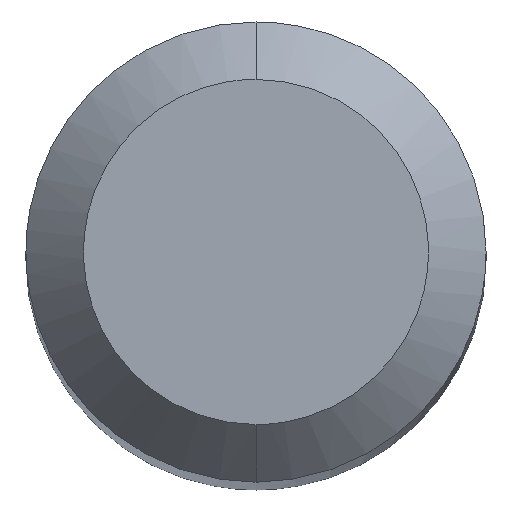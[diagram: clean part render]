
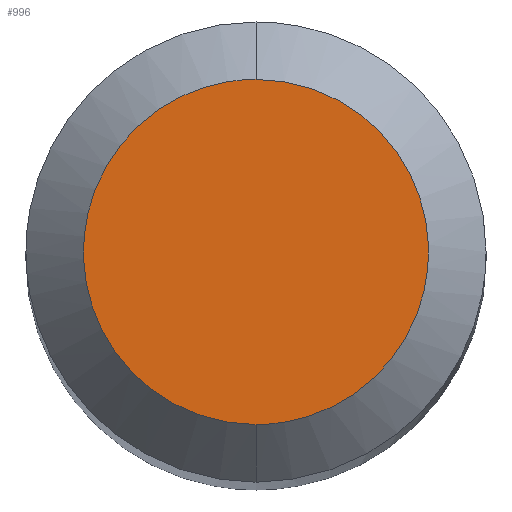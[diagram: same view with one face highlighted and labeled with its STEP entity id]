
A CAD part, top view. The second image highlights one B-rep face of the part: STEP entity #996.
In plain terms, the highlighted planar face has unit normal (0, 0, 1).
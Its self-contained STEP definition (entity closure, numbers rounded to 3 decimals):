
#494 = ( BOUNDED_SURFACE() B_SPLINE_SURFACE(2,1,(
    (#495,#496)
    ,(#497,#498)
    ,(#499,#500)
    ,(#501,#502)
,(#503,#504
    )),.UNSPECIFIED.,.F.,.F.,.F.) B_SPLINE_SURFACE_WITH_KNOTS((3,2,3),(2
    ,2),(0.,1.571,3.142),(0.,3.281),
.UNSPECIFIED.) GEOMETRIC_REPRESENTATION_ITEM() RATIONAL_B_SPLINE_SURFACE
((
    (1.,1.)
    ,(0.707,0.707)
    ,(1.,1.)
    ,(0.707,0.707)
,(1.,1.))) REPRESENTATION_ITEM('') SURFACE() );
#495 = CARTESIAN_POINT('',(54.,-8.5,160.5));
#496 = CARTESIAN_POINT('',(54.,-6.18,158.18));
#497 = CARTESIAN_POINT('',(54.,-8.5,160.5));
#498 = CARTESIAN_POINT('',(56.32,-6.18,158.18));
#499 = CARTESIAN_POINT('',(54.,-8.5,160.5));
#500 = CARTESIAN_POINT('',(56.32,-8.5,158.18));
#501 = CARTESIAN_POINT('',(54.,-8.5,160.5));
#502 = CARTESIAN_POINT('',(56.32,-10.82,158.18));
#503 = CARTESIAN_POINT('',(54.,-8.5,160.5));
#504 = CARTESIAN_POINT('',(54.,-10.82,158.18));
#572 = ( BOUNDED_SURFACE() B_SPLINE_SURFACE(2,1,(
    (#573,#574)
    ,(#575,#576)
    ,(#577,#578)
    ,(#579,#580)
,(#581,#582
    )),.UNSPECIFIED.,.F.,.F.,.F.) B_SPLINE_SURFACE_WITH_KNOTS((3,2,3),(2
    ,2),(3.142,4.712,6.283),(0.,3.281)
,.PIECEWISE_BEZIER_KNOTS.) GEOMETRIC_REPRESENTATION_ITEM() 
RATIONAL_B_SPLINE_SURFACE((
    (1.,1.)
    ,(0.707,0.707)
    ,(1.,1.)
    ,(0.707,0.707)
,(1.,1.))) REPRESENTATION_ITEM('') SURFACE() );
#573 = CARTESIAN_POINT('',(54.,-8.5,160.5));
#574 = CARTESIAN_POINT('',(54.,-10.82,158.18));
#575 = CARTESIAN_POINT('',(54.,-8.5,160.5));
#576 = CARTESIAN_POINT('',(51.68,-10.82,158.18));
#577 = CARTESIAN_POINT('',(54.,-8.5,160.5));
#578 = CARTESIAN_POINT('',(51.68,-8.5,
    158.18));
#579 = CARTESIAN_POINT('',(54.,-8.5,160.5));
#580 = CARTESIAN_POINT('',(51.68,-6.18,
    158.18));
#581 = CARTESIAN_POINT('',(54.,-8.5,160.5));
#582 = CARTESIAN_POINT('',(54.,-6.18,158.18));
#746 = VERTEX_POINT('',#747);
#747 = CARTESIAN_POINT('',(54.,-10.,159.));
#880 = VERTEX_POINT('',#881);
#881 = CARTESIAN_POINT('',(54.,-7.,159.));
#945 = EDGE_CURVE('',#880,#746,#946,.T.);
#946 = SURFACE_CURVE('',#947,(#953,#982),.PCURVE_S1.);
#947 = ( BOUNDED_CURVE() B_SPLINE_CURVE(2,(#948,#949,#950,#951,#952),
.UNSPECIFIED.,.F.,.F.) B_SPLINE_CURVE_WITH_KNOTS((3,2,3),(4.712
,7.069,9.425),.UNSPECIFIED.) CURVE() 
GEOMETRIC_REPRESENTATION_ITEM() RATIONAL_B_SPLINE_CURVE((1.,
0.707,1.,0.707,1.)) REPRESENTATION_ITEM('') );
#948 = CARTESIAN_POINT('',(54.,-7.,159.));
#949 = CARTESIAN_POINT('',(55.5,-7.,159.));
#950 = CARTESIAN_POINT('',(55.5,-8.5,159.));
#951 = CARTESIAN_POINT('',(55.5,-10.,159.));
#952 = CARTESIAN_POINT('',(54.,-10.,159.));
#953 = PCURVE('',#494,#954);
#954 = DEFINITIONAL_REPRESENTATION('',(#955),#981);
#955 = B_SPLINE_CURVE_WITH_KNOTS('',3,(#956,#957,#958,#959,#960,#961,
    #962,#963,#964,#965,#966,#967,#968,#969,#970,#971,#972,#973,#974,
    #975,#976,#977,#978,#979,#980),.UNSPECIFIED.,.F.,.F.,(4,1,1,1,1,1,1,
    1,1,1,1,1,1,1,1,1,1,1,1,1,1,1,4),(4.712,4.927,
    5.141,5.355,5.569,5.783,
    5.998,6.212,6.426,6.64,
    6.854,7.069,7.283,7.497,
    7.711,7.925,8.14,8.354,
    8.568,8.782,8.996,9.211,
    9.425),.QUASI_UNIFORM_KNOTS.);
#956 = CARTESIAN_POINT('',(0.,2.121));
#957 = CARTESIAN_POINT('',(0.048,2.121));
#958 = CARTESIAN_POINT('',(0.143,2.121));
#959 = CARTESIAN_POINT('',(0.286,2.121));
#960 = CARTESIAN_POINT('',(0.428,2.121));
#961 = CARTESIAN_POINT('',(0.571,2.121));
#962 = CARTESIAN_POINT('',(0.714,2.121));
#963 = CARTESIAN_POINT('',(0.857,2.121));
#964 = CARTESIAN_POINT('',(1.,2.121));
#965 = CARTESIAN_POINT('',(1.142,2.121));
#966 = CARTESIAN_POINT('',(1.285,2.121));
#967 = CARTESIAN_POINT('',(1.428,2.121));
#968 = CARTESIAN_POINT('',(1.571,2.121));
#969 = CARTESIAN_POINT('',(1.714,2.121));
#970 = CARTESIAN_POINT('',(1.856,2.121));
#971 = CARTESIAN_POINT('',(1.999,2.121));
#972 = CARTESIAN_POINT('',(2.142,2.121));
#973 = CARTESIAN_POINT('',(2.285,2.121));
#974 = CARTESIAN_POINT('',(2.428,2.121));
#975 = CARTESIAN_POINT('',(2.57,2.121));
#976 = CARTESIAN_POINT('',(2.713,2.121));
#977 = CARTESIAN_POINT('',(2.856,2.121));
#978 = CARTESIAN_POINT('',(2.999,2.121));
#979 = CARTESIAN_POINT('',(3.094,2.121));
#980 = CARTESIAN_POINT('',(3.142,2.121));
#981 = ( GEOMETRIC_REPRESENTATION_CONTEXT(2) 
PARAMETRIC_REPRESENTATION_CONTEXT() REPRESENTATION_CONTEXT('2D SPACE',''
  ) );
#982 = PCURVE('',#983,#988);
#983 = PLANE('',#984);
#984 = AXIS2_PLACEMENT_3D('',#985,#986,#987);
#985 = CARTESIAN_POINT('',(55.92,-6.58,159.));
#986 = DIRECTION('',(0.,0.,1.));
#987 = DIRECTION('',(-1.,0.,0.));
#988 = DEFINITIONAL_REPRESENTATION('',(#989),#995);
#989 = ( BOUNDED_CURVE() B_SPLINE_CURVE(2,(#990,#991,#992,#993,#994),
.UNSPECIFIED.,.F.,.F.) B_SPLINE_CURVE_WITH_KNOTS((3,2,3),(4.712
,7.069,9.425),.UNSPECIFIED.) CURVE() 
GEOMETRIC_REPRESENTATION_ITEM() RATIONAL_B_SPLINE_CURVE((1.,
0.707,1.,0.707,1.)) REPRESENTATION_ITEM('') );
#990 = CARTESIAN_POINT('',(1.92,0.42));
#991 = CARTESIAN_POINT('',(0.42,0.42));
#992 = CARTESIAN_POINT('',(0.42,1.92));
#993 = CARTESIAN_POINT('',(0.42,3.42));
#994 = CARTESIAN_POINT('',(1.92,3.42));
#995 = ( GEOMETRIC_REPRESENTATION_CONTEXT(2) 
PARAMETRIC_REPRESENTATION_CONTEXT() REPRESENTATION_CONTEXT('2D SPACE',''
  ) );
#996 = ADVANCED_FACE('',(#997),#983,.T.);
#997 = FACE_BOUND('',#998,.T.);
#998 = EDGE_LOOP('',(#999,#1000));
#999 = ORIENTED_EDGE('',*,*,#945,.F.);
#1000 = ORIENTED_EDGE('',*,*,#1001,.F.);
#1001 = EDGE_CURVE('',#746,#880,#1002,.T.);
#1002 = SURFACE_CURVE('',#1003,(#1009,#1018),.PCURVE_S1.);
#1003 = ( BOUNDED_CURVE() B_SPLINE_CURVE(2,(#1004,#1005,#1006,#1007,
#1008),.UNSPECIFIED.,.F.,.F.) B_SPLINE_CURVE_WITH_KNOTS((3,2,3),(0.,
2.356,4.712),.UNSPECIFIED.) CURVE() 
GEOMETRIC_REPRESENTATION_ITEM() RATIONAL_B_SPLINE_CURVE((1.,
0.707,1.,0.707,1.)) REPRESENTATION_ITEM('') );
#1004 = CARTESIAN_POINT('',(54.,-10.,159.));
#1005 = CARTESIAN_POINT('',(52.5,-10.,159.));
#1006 = CARTESIAN_POINT('',(52.5,-8.5,159.));
#1007 = CARTESIAN_POINT('',(52.5,-7.,159.));
#1008 = CARTESIAN_POINT('',(54.,-7.,159.));
#1009 = PCURVE('',#983,#1010);
#1010 = DEFINITIONAL_REPRESENTATION('',(#1011),#1017);
#1011 = ( BOUNDED_CURVE() B_SPLINE_CURVE(2,(#1012,#1013,#1014,#1015,
#1016),.UNSPECIFIED.,.F.,.F.) B_SPLINE_CURVE_WITH_KNOTS((3,2,3),(0.,
2.356,4.712),.UNSPECIFIED.) CURVE() 
GEOMETRIC_REPRESENTATION_ITEM() RATIONAL_B_SPLINE_CURVE((1.,
0.707,1.,0.707,1.)) REPRESENTATION_ITEM('') );
#1012 = CARTESIAN_POINT('',(1.92,3.42));
#1013 = CARTESIAN_POINT('',(3.42,3.42));
#1014 = CARTESIAN_POINT('',(3.42,1.92));
#1015 = CARTESIAN_POINT('',(3.42,0.42));
#1016 = CARTESIAN_POINT('',(1.92,0.42));
#1017 = ( GEOMETRIC_REPRESENTATION_CONTEXT(2) 
PARAMETRIC_REPRESENTATION_CONTEXT() REPRESENTATION_CONTEXT('2D SPACE',''
  ) );
#1018 = PCURVE('',#572,#1019);
#1019 = DEFINITIONAL_REPRESENTATION('',(#1020),#1046);
#1020 = B_SPLINE_CURVE_WITH_KNOTS('',3,(#1021,#1022,#1023,#1024,#1025,
    #1026,#1027,#1028,#1029,#1030,#1031,#1032,#1033,#1034,#1035,#1036,
    #1037,#1038,#1039,#1040,#1041,#1042,#1043,#1044,#1045),
  .UNSPECIFIED.,.F.,.F.,(4,1,1,1,1,1,1,1,1,1,1,1,1,1,1,1,1,1,1,1,1,1,4),
  (0.,0.214,0.428,0.643,0.857,
    1.071,1.285,1.499,1.714,
    1.928,2.142,2.356,2.57,
    2.785,2.999,3.213,3.427,
    3.641,3.856,4.07,4.284,
    4.498,4.712),.QUASI_UNIFORM_KNOTS.);
#1021 = CARTESIAN_POINT('',(3.142,2.121));
#1022 = CARTESIAN_POINT('',(3.189,2.121));
#1023 = CARTESIAN_POINT('',(3.284,2.121));
#1024 = CARTESIAN_POINT('',(3.427,2.121));
#1025 = CARTESIAN_POINT('',(3.57,2.121));
#1026 = CARTESIAN_POINT('',(3.713,2.121));
#1027 = CARTESIAN_POINT('',(3.856,2.121));
#1028 = CARTESIAN_POINT('',(3.998,2.121));
#1029 = CARTESIAN_POINT('',(4.141,2.121));
#1030 = CARTESIAN_POINT('',(4.284,2.121));
#1031 = CARTESIAN_POINT('',(4.427,2.121));
#1032 = CARTESIAN_POINT('',(4.57,2.121));
#1033 = CARTESIAN_POINT('',(4.712,2.121));
#1034 = CARTESIAN_POINT('',(4.855,2.121));
#1035 = CARTESIAN_POINT('',(4.998,2.121));
#1036 = CARTESIAN_POINT('',(5.141,2.121));
#1037 = CARTESIAN_POINT('',(5.284,2.121));
#1038 = CARTESIAN_POINT('',(5.426,2.121));
#1039 = CARTESIAN_POINT('',(5.569,2.121));
#1040 = CARTESIAN_POINT('',(5.712,2.121));
#1041 = CARTESIAN_POINT('',(5.855,2.121));
#1042 = CARTESIAN_POINT('',(5.998,2.121));
#1043 = CARTESIAN_POINT('',(6.14,2.121));
#1044 = CARTESIAN_POINT('',(6.236,2.121));
#1045 = CARTESIAN_POINT('',(6.283,2.121));
#1046 = ( GEOMETRIC_REPRESENTATION_CONTEXT(2) 
PARAMETRIC_REPRESENTATION_CONTEXT() REPRESENTATION_CONTEXT('2D SPACE',''
  ) );
